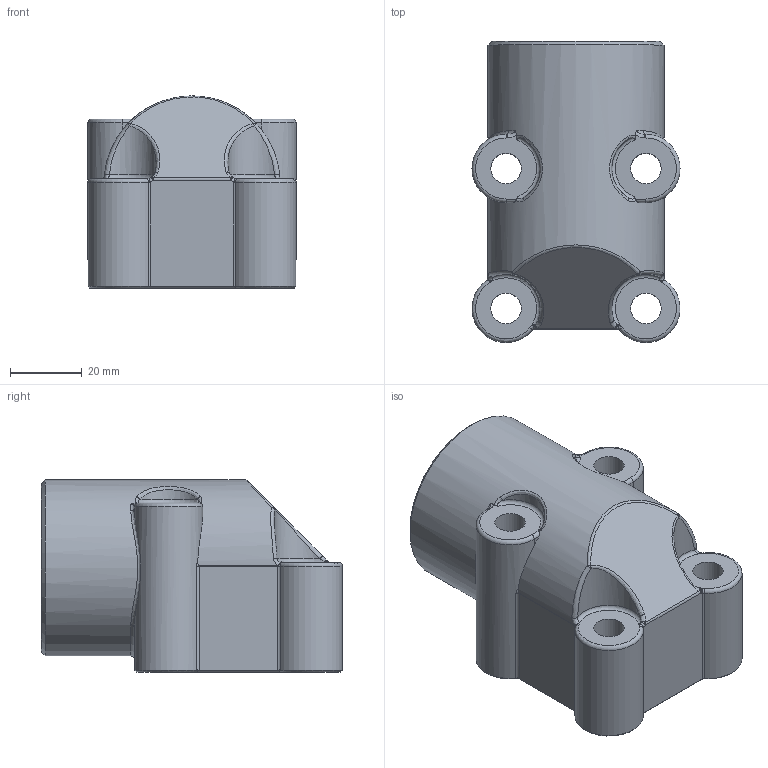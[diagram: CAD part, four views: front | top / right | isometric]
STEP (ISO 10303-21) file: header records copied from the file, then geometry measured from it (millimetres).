
FILE_DESCRIPTION(/* description */ ('Unknown'),/* implementation_level */ '2;1');
FILE_NAME(/* name */ 'AF.01850-001',/* time_stamp */ '2023-07-24T09:57:47+02:00',/* author */ ('Unknown'),/* organization */ ('Unknown'),/* preprocessor_version */ 'ST-DEVELOPER v18.102',/* originating_system */ 'Solid Edge',/* authorisation */ 'Unknown');
FILE_SCHEMA (('AUTOMOTIVE_DESIGN {1 0 10303 214 3 1 1}'));
Length unit declared in the file: millimetre
Products named in the file (2): 840_RB034-55; RB034-55
Assembly tree (1 placements, depth 2):
  840_RB034-55
    RB034-55
Bounding box: 57.89 x 83.75 x 53.5 mm (x, y, z)
Volume: 128633.6 mm3; surface area: 29029.5 mm2
Topology: 1 solids, 1 shells, 112 faces, 273 edges, 162 vertices
Faces by surface type: cylinder 36, bspline 27, plane 21, torus 15, cone 9, sphere 4
Full cylindrical faces by diameter (mm): 8.5 x4, 24 x2, 24.5 x1, 28 x1, 36.7 x1, 49 x1
Entity records: 5016 total; most frequent: CARTESIAN_POINT 2702, ORIENTED_EDGE 494, DIRECTION 416, EDGE_CURVE 247, AXIS2_PLACEMENT_3D 183, VERTEX_POINT 157, FACE_BOUND 140, EDGE_LOOP 139
